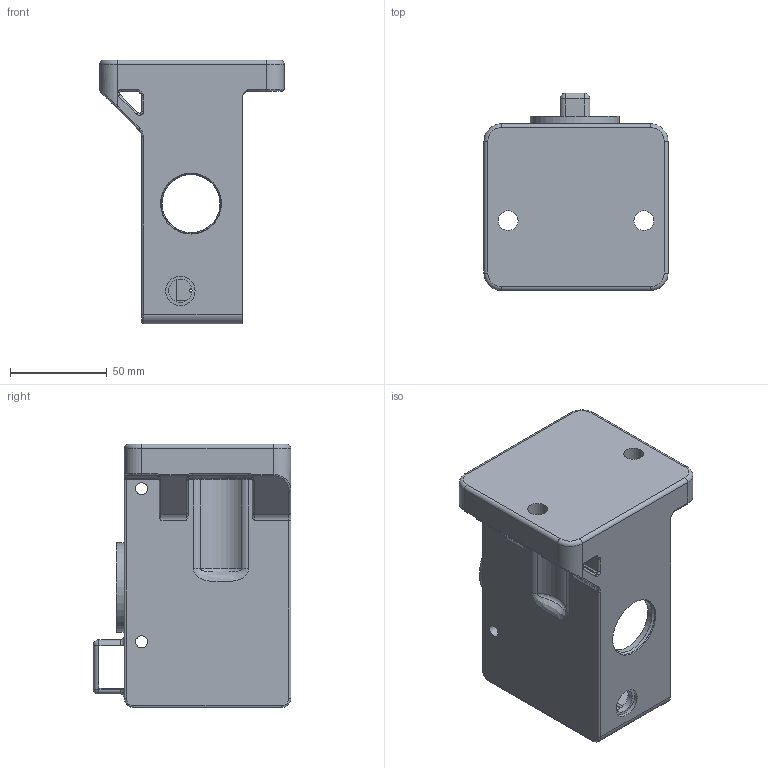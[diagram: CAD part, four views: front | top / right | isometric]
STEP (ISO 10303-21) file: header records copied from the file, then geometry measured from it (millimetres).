
FILE_DESCRIPTION(/* description */ ('','CAx-IF Rec.Pracs.---Representation and Presentation of Product Manufacturing Information (PMI)---4.0---2014-10-13'),/* implementation_level */ '2;1');
FILE_NAME(/* name */ 'Reductor Starlink.step',/* time_stamp */ '2025-02-19T14:44:36+02:00',/* author */ (''),/* organization */ (''),/* preprocessor_version */ 'ST-DEVELOPER v20',/* originating_system */ 'Autodesk Translation Framework v13.20.0.188',/* authorisation */ '');
FILE_SCHEMA (('AP242_MANAGED_MODEL_BASED_3D_ENGINEERING_MIM_LF { 1 0 10303 442 1 1 4 }'));
Length unit declared in the file: millimetre
Products named in the file (2): Reductor ST-box; P33_D5,4x7,5x1,6-body
Assembly tree (2 placements, depth 2):
  Reductor ST-box
    P33_D5,4x7,5x1,6-body  x2
Bounding box: 95 x 102 x 136 mm (x, y, z)
Volume: 232485.2 mm3; surface area: 77333 mm2
Topology: 9 solids, 9 shells, 333 faces, 787 edges, 473 vertices
Faces by surface type: cylinder 138, plane 108, torus 53, bspline 20, sphere 8, cone 6
Full cylindrical faces by diameter (mm): 1.6 x4, 1.7 x2, 2.2 x2, 5.34 x4, 5.4 x6, 6.2 x4, 10.2 x2, 12 x1, 15.2 x1, 30 x1, 42 x1, 46 x1
Entity records: 10109 total; most frequent: CARTESIAN_POINT 2439, DIRECTION 1695, ORIENTED_EDGE 1526, EDGE_CURVE 763, AXIS2_PLACEMENT_3D 656, VERTEX_POINT 459, LINE 383, VECTOR 383
